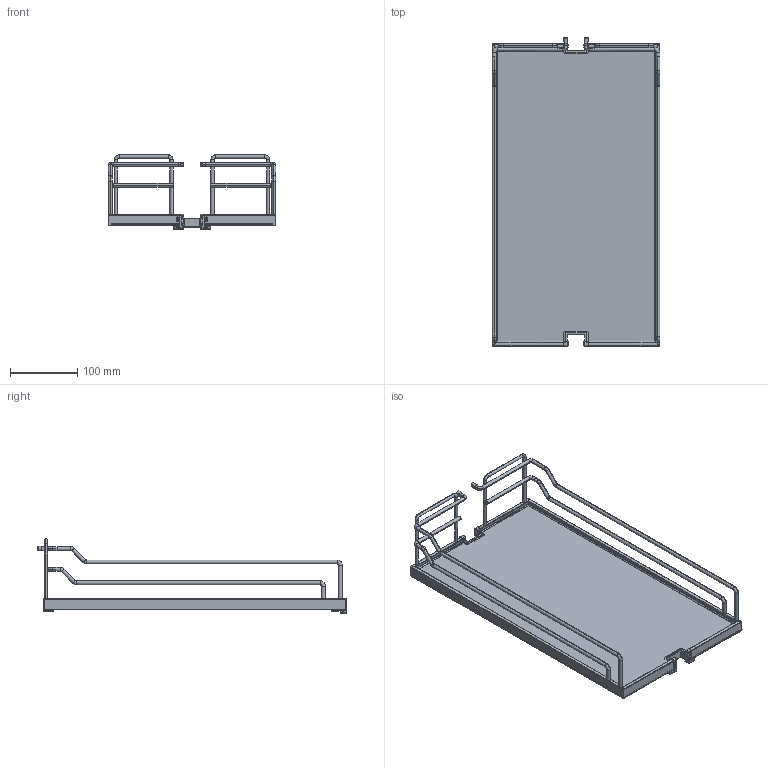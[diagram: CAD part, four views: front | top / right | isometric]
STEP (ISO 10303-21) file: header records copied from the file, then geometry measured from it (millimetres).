
FILE_DESCRIPTION(/* description */ (''),/* implementation_level */ '2;1');
FILE_NAME(/* name */ '3D_100-0428-XX.sat.ipt.stp',/* time_stamp */ '2023-05-08T11:53:01+02:00',/* author */ (''),/* organization */ (''),/* preprocessor_version */ 'ST-DEVELOPER v18.1',/* originating_system */ 'Autodesk Inventor 2021',/* authorisation */ '');
FILE_SCHEMA (('CONFIG_CONTROL_DESIGN'));
Products named in the file (1): 3D_100-0428-XX.sat
Bounding box: 250 x 459.75 x 110.59 mm (x, y, z)
Volume: 938892.4 mm3; surface area: 395538.9 mm2
Topology: 11 solids, 11 shells, 1278 faces, 3098 edges, 1829 vertices
Faces by surface type: plane 594, cylinder 392, bspline 284, cone 8
Entity records: 78555 total; most frequent: CARTESIAN_POINT 48314, ORIENTED_EDGE 6186, DIRECTION 5725, EDGE_CURVE 3093, LINE 1933, VECTOR 1933, AXIS2_PLACEMENT_3D 1896, VERTEX_POINT 1829
